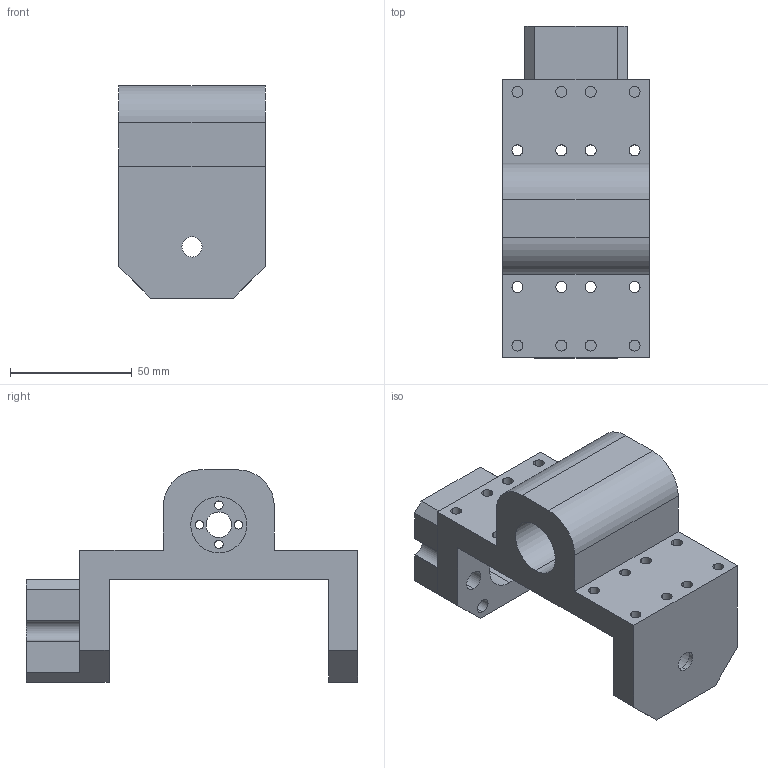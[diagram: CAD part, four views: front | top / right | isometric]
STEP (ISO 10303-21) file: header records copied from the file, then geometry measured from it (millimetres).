
FILE_DESCRIPTION (( 'STEP AP214' ), '1' );
FILE_NAME ('Carriage.STEP', '2023-02-24T16:11:34', ( '' ), ( '' ), 'SwSTEP 2.0', 'SolidWorks 2022', '' );
FILE_SCHEMA (( 'AUTOMOTIVE_DESIGN' ));
Length unit declared in the file: millimetre
Products named in the file (1): Carriage
Bounding box: 60 x 136 x 87 mm (x, y, z)
Volume: 219630.4 mm3; surface area: 50054.7 mm2
Topology: 1 solids, 1 shells, 130 faces, 330 edges, 220 vertices
Faces by surface type: cylinder 84, plane 46
Entity records: 5554 total; most frequent: DIRECTION 764, CARTESIAN_POINT 681, ORIENTED_EDGE 660, EDGE_CURVE 330, AXIS2_PLACEMENT_3D 303, VERTEX_POINT 220, EDGE_LOOP 190, CIRCLE 172
